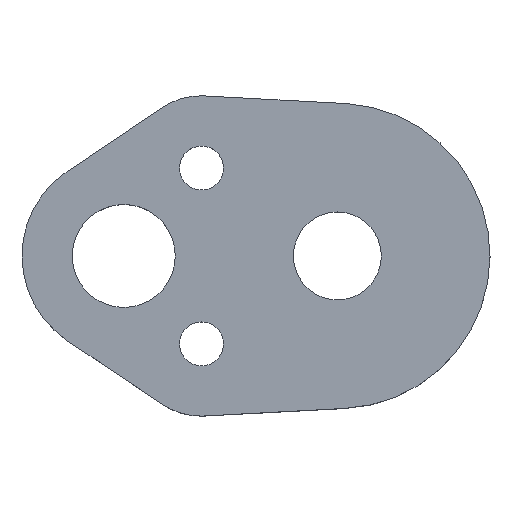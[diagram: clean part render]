
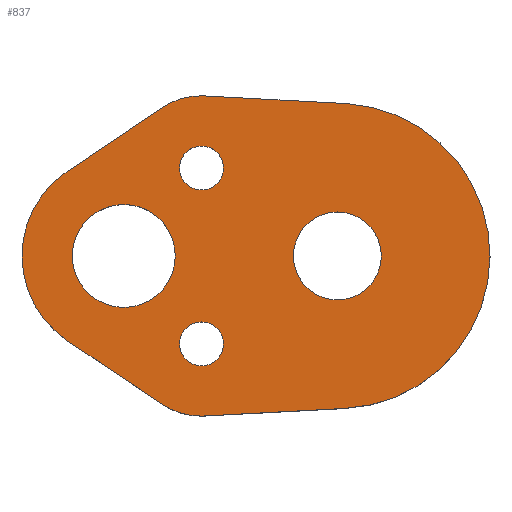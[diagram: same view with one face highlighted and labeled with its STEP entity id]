
A CAD part, top view. The second image highlights one B-rep face of the part: STEP entity #837.
In plain terms, the highlighted planar face has unit normal (0, 0, 1).
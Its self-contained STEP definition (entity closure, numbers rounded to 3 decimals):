
#3 = VERTEX_POINT ( 'NONE', #757 ) ;
#8 = CARTESIAN_POINT ( 'NONE',  ( -1.75, 7., 4. ) ) ;
#9 = CARTESIAN_POINT ( 'NONE',  ( 11.464, -12.132, 4. ) ) ;
#17 = DIRECTION ( 'NONE',  ( 1., 0., 0. ) ) ;
#20 = LINE ( 'NONE', #511, #578 ) ;
#21 = AXIS2_PLACEMENT_3D ( 'NONE', #567, #283, #575 ) ;
#30 = EDGE_CURVE ( 'NONE', #359, #127, #835, .T. ) ;
#31 = DIRECTION ( 'NONE',  ( 0., 0., 1. ) ) ;
#35 = AXIS2_PLACEMENT_3D ( 'NONE', #806, #376, #885 ) ;
#36 = DIRECTION ( 'NONE',  ( 1., 0., 0. ) ) ;
#45 = EDGE_CURVE ( 'NONE', #659, #565, #454, .T. ) ;
#46 = CARTESIAN_POINT ( 'NONE',  ( -6.19, 0., 4. ) ) ;
#50 = DIRECTION ( 'NONE',  ( 0., 0., 1. ) ) ;
#53 = VERTEX_POINT ( 'NONE', #452 ) ;
#60 = CIRCLE ( 'NONE', #586, 1.75 ) ;
#66 = CARTESIAN_POINT ( 'NONE',  ( -10.713, -6.719, 4. ) ) ;
#68 = ORIENTED_EDGE ( 'NONE', *, *, #155, .T. ) ;
#71 = VERTEX_POINT ( 'NONE', #776 ) ;
#77 = CARTESIAN_POINT ( 'NONE',  ( -1.75, -7., 4. ) ) ;
#83 = CARTESIAN_POINT ( 'NONE',  ( 0., -7., 4. ) ) ;
#87 = ORIENTED_EDGE ( 'NONE', *, *, #816, .F. ) ;
#89 = EDGE_CURVE ( 'NONE', #551, #456, #60, .T. ) ;
#90 = ORIENTED_EDGE ( 'NONE', *, *, #403, .T. ) ;
#91 = DIRECTION ( 'NONE',  ( 1., 0., 0. ) ) ;
#92 = VERTEX_POINT ( 'NONE', #8 ) ;
#107 = CIRCLE ( 'NONE', #400, 1.75 ) ;
#121 = DIRECTION ( 'NONE',  ( 1., 0., 0. ) ) ;
#122 = CARTESIAN_POINT ( 'NONE',  ( 0., 7., 4. ) ) ;
#123 = DIRECTION ( 'NONE',  ( 0., 0., 1. ) ) ;
#127 = VERTEX_POINT ( 'NONE', #419 ) ;
#134 = EDGE_CURVE ( 'NONE', #456, #551, #425, .T. ) ;
#144 = CIRCLE ( 'NONE', #35, 4.1 ) ;
#147 = DIRECTION ( 'NONE',  ( 1., 0., 0. ) ) ;
#150 = CARTESIAN_POINT ( 'NONE',  ( 1.75, -7., 4. ) ) ;
#153 = VERTEX_POINT ( 'NONE', #175 ) ;
#155 = EDGE_CURVE ( 'NONE', #523, #359, #383, .T. ) ;
#162 = FACE_BOUND ( 'NONE', #332, .T. ) ;
#173 = CARTESIAN_POINT ( 'NONE',  ( 7.31, 0., 4. ) ) ;
#175 = CARTESIAN_POINT ( 'NONE',  ( -10.787, 6.669, 4. ) ) ;
#187 = DIRECTION ( 'NONE',  ( -0.83, -0.558, 0. ) ) ;
#194 = DIRECTION ( 'NONE',  ( 1., 0., 0. ) ) ;
#197 = CARTESIAN_POINT ( 'NONE',  ( 10.81, 0., 4. ) ) ;
#198 = ORIENTED_EDGE ( 'NONE', *, *, #903, .T. ) ;
#208 = DIRECTION ( 'NONE',  ( 0., 0., 1. ) ) ;
#215 = VECTOR ( 'NONE', #717, 1000. ) ;
#220 = EDGE_CURVE ( 'NONE', #303, #92, #107, .T. ) ;
#228 = CARTESIAN_POINT ( 'NONE',  ( -10.713, -6.719, 4. ) ) ;
#229 = CARTESIAN_POINT ( 'NONE',  ( 0., 7., 4. ) ) ;
#240 = CARTESIAN_POINT ( 'NONE',  ( -3.211, -11.77, 4. ) ) ;
#250 = EDGE_LOOP ( 'NONE', ( #87, #832 ) ) ;
#255 = AXIS2_PLACEMENT_3D ( 'NONE', #229, #451, #36 ) ;
#269 = CIRCLE ( 'NONE', #596, 4.1 ) ;
#270 = VERTEX_POINT ( 'NONE', #240 ) ;
#282 = EDGE_LOOP ( 'NONE', ( #907, #664 ) ) ;
#283 = DIRECTION ( 'NONE',  ( 0., 0., 1. ) ) ;
#285 = DIRECTION ( 'NONE',  ( 0., 0., 1. ) ) ;
#287 = FACE_BOUND ( 'NONE', #305, .T. ) ;
#290 = CIRCLE ( 'NONE', #506, 8.1 ) ;
#296 = AXIS2_PLACEMENT_3D ( 'NONE', #197, #755, #194 ) ;
#301 = DIRECTION ( 'NONE',  ( 0., 0., 1. ) ) ;
#302 = CARTESIAN_POINT ( 'NONE',  ( 0., -12.75, 4. ) ) ;
#303 = VERTEX_POINT ( 'NONE', #591 ) ;
#305 = EDGE_LOOP ( 'NONE', ( #370, #429 ) ) ;
#312 = CARTESIAN_POINT ( 'NONE',  ( 10.81, 0., 4. ) ) ;
#320 = EDGE_CURVE ( 'NONE', #390, #270, #569, .T. ) ;
#323 = DIRECTION ( 'NONE',  ( 1., 0., 0. ) ) ;
#332 = EDGE_LOOP ( 'NONE', ( #449, #712 ) ) ;
#339 = FACE_BOUND ( 'NONE', #282, .T. ) ;
#343 = AXIS2_PLACEMENT_3D ( 'NONE', #771, #208, #147 ) ;
#348 = AXIS2_PLACEMENT_3D ( 'NONE', #312, #301, #539 ) ;
#359 = VERTEX_POINT ( 'NONE', #9 ) ;
#360 = VECTOR ( 'NONE', #899, 1000. ) ;
#364 = EDGE_CURVE ( 'NONE', #71, #53, #909, .T. ) ;
#368 = EDGE_CURVE ( 'NONE', #565, #659, #532, .T. ) ;
#370 = ORIENTED_EDGE ( 'NONE', *, *, #134, .F. ) ;
#376 = DIRECTION ( 'NONE',  ( 0., 0., 1. ) ) ;
#383 = LINE ( 'NONE', #302, #360 ) ;
#390 = VERTEX_POINT ( 'NONE', #66 ) ;
#400 = AXIS2_PLACEMENT_3D ( 'NONE', #122, #469, #323 ) ;
#403 = EDGE_CURVE ( 'NONE', #127, #71, #20, .T. ) ;
#419 = CARTESIAN_POINT ( 'NONE',  ( 11.611, 12.124, 4. ) ) ;
#425 = CIRCLE ( 'NONE', #641, 1.75 ) ;
#426 = DIRECTION ( 'NONE',  ( 0., 0., 1. ) ) ;
#429 = ORIENTED_EDGE ( 'NONE', *, *, #89, .F. ) ;
#430 = CARTESIAN_POINT ( 'NONE',  ( 14.31, 0., 4. ) ) ;
#431 = CARTESIAN_POINT ( 'NONE',  ( 0., 7., 4. ) ) ;
#443 = CARTESIAN_POINT ( 'NONE',  ( 0., 7., 4. ) ) ;
#449 = ORIENTED_EDGE ( 'NONE', *, *, #45, .F. ) ;
#451 = DIRECTION ( 'NONE',  ( 0., 0., 1. ) ) ;
#452 = CARTESIAN_POINT ( 'NONE',  ( -3.211, 11.77, 4. ) ) ;
#454 = CIRCLE ( 'NONE', #348, 3.5 ) ;
#455 = AXIS2_PLACEMENT_3D ( 'NONE', #46, #534, #121 ) ;
#456 = VERTEX_POINT ( 'NONE', #77 ) ;
#465 = CARTESIAN_POINT ( 'NONE',  ( -6.19, 0., 4. ) ) ;
#469 = DIRECTION ( 'NONE',  ( 0., 0., 1. ) ) ;
#472 = EDGE_LOOP ( 'NONE', ( #528, #797, #802, #198, #871, #852, #68, #749, #90 ) ) ;
#486 = FACE_BOUND ( 'NONE', #250, .T. ) ;
#489 = VECTOR ( 'NONE', #187, 1000. ) ;
#506 = AXIS2_PLACEMENT_3D ( 'NONE', #465, #50, #530 ) ;
#511 = CARTESIAN_POINT ( 'NONE',  ( 11.611, 12.124, 4. ) ) ;
#513 = CIRCLE ( 'NONE', #455, 8.1 ) ;
#515 = EDGE_CURVE ( 'NONE', #270, #523, #873, .T. ) ;
#521 = DIRECTION ( 'NONE',  ( 1., 0., 0. ) ) ;
#522 = AXIS2_PLACEMENT_3D ( 'NONE', #443, #31, #521 ) ;
#523 = VERTEX_POINT ( 'NONE', #843 ) ;
#528 = ORIENTED_EDGE ( 'NONE', *, *, #364, .T. ) ;
#530 = DIRECTION ( 'NONE',  ( 1., 0., 0. ) ) ;
#532 = CIRCLE ( 'NONE', #21, 3.5 ) ;
#534 = DIRECTION ( 'NONE',  ( 0., 0., 1. ) ) ;
#537 = CARTESIAN_POINT ( 'NONE',  ( -6.19, 0., 4. ) ) ;
#539 = DIRECTION ( 'NONE',  ( 1., 0., 0. ) ) ;
#551 = VERTEX_POINT ( 'NONE', #150 ) ;
#563 = DIRECTION ( 'NONE',  ( 1., 0., 0. ) ) ;
#565 = VERTEX_POINT ( 'NONE', #430 ) ;
#567 = CARTESIAN_POINT ( 'NONE',  ( 10.81, 0., 4. ) ) ;
#569 = LINE ( 'NONE', #228, #215 ) ;
#572 = CARTESIAN_POINT ( 'NONE',  ( 0., -7., 4. ) ) ;
#575 = DIRECTION ( 'NONE',  ( 1., 0., 0. ) ) ;
#578 = VECTOR ( 'NONE', #844, 1000. ) ;
#586 = AXIS2_PLACEMENT_3D ( 'NONE', #572, #426, #91 ) ;
#591 = CARTESIAN_POINT ( 'NONE',  ( 1.75, 7., 4. ) ) ;
#596 = AXIS2_PLACEMENT_3D ( 'NONE', #537, #123, #609 ) ;
#605 = CARTESIAN_POINT ( 'NONE',  ( -3.211, 11.77, 4. ) ) ;
#609 = DIRECTION ( 'NONE',  ( 1., 0., 0. ) ) ;
#622 = CIRCLE ( 'NONE', #522, 1.75 ) ;
#640 = DIRECTION ( 'NONE',  ( 0., 0., 1. ) ) ;
#641 = AXIS2_PLACEMENT_3D ( 'NONE', #83, #640, #17 ) ;
#657 = EDGE_CURVE ( 'NONE', #92, #303, #622, .T. ) ;
#659 = VERTEX_POINT ( 'NONE', #173 ) ;
#664 = ORIENTED_EDGE ( 'NONE', *, *, #220, .F. ) ;
#665 = CARTESIAN_POINT ( 'NONE',  ( -14.29, 0., 4. ) ) ;
#680 = FACE_OUTER_BOUND ( 'NONE', #472, .T. ) ;
#712 = ORIENTED_EDGE ( 'NONE', *, *, #368, .F. ) ;
#717 = DIRECTION ( 'NONE',  ( 0.83, -0.558, 0. ) ) ;
#735 = PLANE ( 'NONE',  #255 ) ;
#749 = ORIENTED_EDGE ( 'NONE', *, *, #30, .T. ) ;
#755 = DIRECTION ( 'NONE',  ( 0., 0., 1. ) ) ;
#757 = CARTESIAN_POINT ( 'NONE',  ( -10.29, 0., 4. ) ) ;
#771 = CARTESIAN_POINT ( 'NONE',  ( 0., -7., 4. ) ) ;
#775 = VERTEX_POINT ( 'NONE', #665 ) ;
#776 = CARTESIAN_POINT ( 'NONE',  ( 0., 12.75, 4. ) ) ;
#789 = AXIS2_PLACEMENT_3D ( 'NONE', #431, #285, #563 ) ;
#797 = ORIENTED_EDGE ( 'NONE', *, *, #896, .T. ) ;
#802 = ORIENTED_EDGE ( 'NONE', *, *, #864, .T. ) ;
#806 = CARTESIAN_POINT ( 'NONE',  ( -6.19, 0., 4. ) ) ;
#813 = CARTESIAN_POINT ( 'NONE',  ( -2.09, 0., 4. ) ) ;
#816 = EDGE_CURVE ( 'NONE', #3, #845, #144, .T. ) ;
#832 = ORIENTED_EDGE ( 'NONE', *, *, #910, .F. ) ;
#835 = CIRCLE ( 'NONE', #296, 12.15 ) ;
#837 = ADVANCED_FACE ( 'NONE', ( #486, #339, #680, #287, #162 ), #735, .T. ) ;
#843 = CARTESIAN_POINT ( 'NONE',  ( 0., -12.75, 4. ) ) ;
#844 = DIRECTION ( 'NONE',  ( -0.999, 0.054, 0. ) ) ;
#845 = VERTEX_POINT ( 'NONE', #813 ) ;
#852 = ORIENTED_EDGE ( 'NONE', *, *, #515, .T. ) ;
#864 = EDGE_CURVE ( 'NONE', #153, #775, #513, .T. ) ;
#868 = LINE ( 'NONE', #605, #489 ) ;
#871 = ORIENTED_EDGE ( 'NONE', *, *, #320, .T. ) ;
#873 = CIRCLE ( 'NONE', #343, 5.75 ) ;
#885 = DIRECTION ( 'NONE',  ( 1., 0., 0. ) ) ;
#896 = EDGE_CURVE ( 'NONE', #53, #153, #868, .T. ) ;
#899 = DIRECTION ( 'NONE',  ( 0.999, 0.054, 0. ) ) ;
#903 = EDGE_CURVE ( 'NONE', #775, #390, #290, .T. ) ;
#907 = ORIENTED_EDGE ( 'NONE', *, *, #657, .F. ) ;
#909 = CIRCLE ( 'NONE', #789, 5.75 ) ;
#910 = EDGE_CURVE ( 'NONE', #845, #3, #269, .T. ) ;
